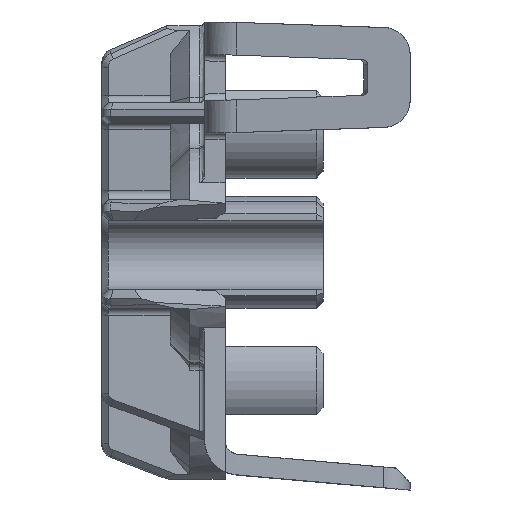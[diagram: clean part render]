
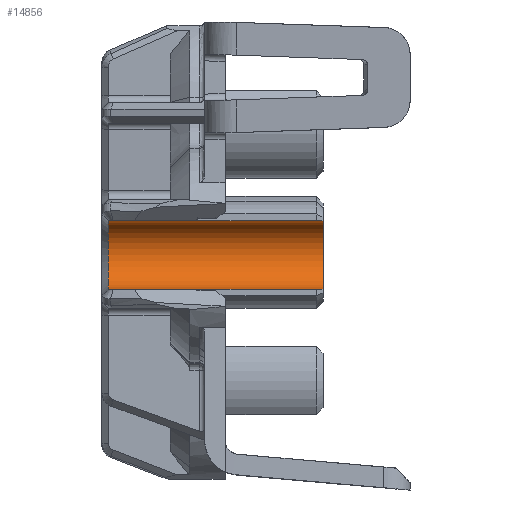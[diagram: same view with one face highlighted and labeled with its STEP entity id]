
A CAD part, left-side view. The second image highlights one B-rep face of the part: STEP entity #14856.
In plain terms, the highlighted cylindrical face has radius 2.5 mm (diameter 5 mm), a partial arc.
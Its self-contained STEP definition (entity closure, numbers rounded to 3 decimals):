
#4988=CARTESIAN_POINT('',(1.83,8.517,-17.));
#4989=DIRECTION('',(0.,1.,0.));
#4990=DIRECTION('',(0.,0.,1.));
#4991=AXIS2_PLACEMENT_3D('',#4988,#4989,#4990);
#4993=DIRECTION('',(0.,-1.,0.));
#4994=VECTOR('',#4993,15.667);
#4995=CARTESIAN_POINT('',(1.83,8.517,-14.5));
#4996=LINE('',#4995,#4994);
#4997=CARTESIAN_POINT('',(1.83,-7.15,-17.));
#4998=DIRECTION('',(0.,1.,0.));
#4999=DIRECTION('',(0.,0.,1.));
#5000=AXIS2_PLACEMENT_3D('',#4997,#4998,#4999);
#5020=DIRECTION('',(0.,-1.,0.));
#5021=VECTOR('',#5020,15.667);
#5022=CARTESIAN_POINT('',(1.83,8.517,-19.5));
#5023=LINE('',#5022,#5021);
#7309=CARTESIAN_POINT('',(1.83,-7.15,-14.5));
#7310=CARTESIAN_POINT('',(1.83,-7.15,-19.5));
#7311=VERTEX_POINT('',#7309);
#7312=VERTEX_POINT('',#7310);
#7959=CARTESIAN_POINT('',(1.83,8.517,-19.5));
#7960=VERTEX_POINT('',#7959);
#7963=CARTESIAN_POINT('',(1.83,8.517,-14.5));
#7964=VERTEX_POINT('',#7963);
#14844=CARTESIAN_POINT('',(1.83,9.,
-17.));
#14845=DIRECTION('',(0.,1.,0.));
#14846=DIRECTION('',(0.,0.,1.));
#14847=AXIS2_PLACEMENT_3D('',#14844,#14845,#14846);
#14848=CYLINDRICAL_SURFACE('',#14847,2.5);
#14849=ORIENTED_EDGE('',*,*,#14835,.F.);
#14850=ORIENTED_EDGE('',*,*,#14811,.T.);
#14851=ORIENTED_EDGE('',*,*,#12616,.T.);
#14853=ORIENTED_EDGE('',*,*,#14852,.F.);
#14854=EDGE_LOOP('',(#14849,#14850,#14851,#14853));
#14855=FACE_OUTER_BOUND('',#14854,.F.);
#14856=ADVANCED_FACE('',(#14855),#14848,.F.);
#4992=CIRCLE('',#4991,2.5);
#5001=CIRCLE('',#5000,2.5);
#12616=EDGE_CURVE('',#7311,#7312,#5001,.T.);
#14811=EDGE_CURVE('',#7964,#7311,#4996,.T.);
#14835=EDGE_CURVE('',#7964,#7960,#4992,.T.);
#14852=EDGE_CURVE('',#7960,#7312,#5023,.T.);
